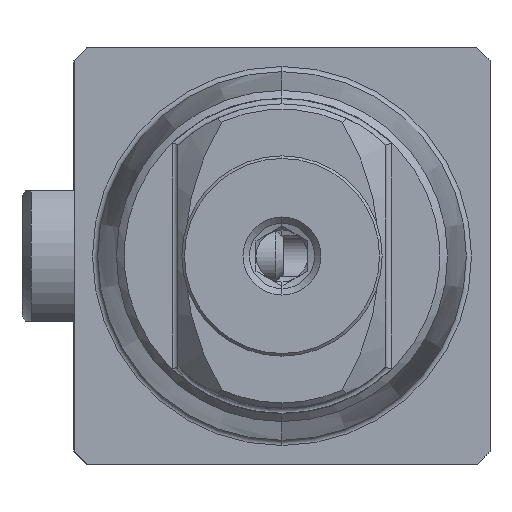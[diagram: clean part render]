
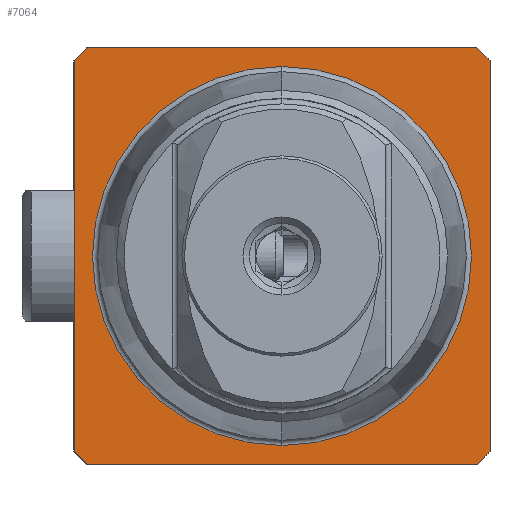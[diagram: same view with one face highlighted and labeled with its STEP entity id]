
A CAD part, left-side view. The second image highlights one B-rep face of the part: STEP entity #7064.
In plain terms, the highlighted planar face has unit normal (-1, 0, 0).
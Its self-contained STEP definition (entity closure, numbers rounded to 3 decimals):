
#24 = VECTOR ( 'NONE', #5388, 1000. ) ;
#129 = VECTOR ( 'NONE', #4768, 1000. ) ;
#150 = DIRECTION ( 'NONE',  ( 0., 0.707, -0.707 ) ) ;
#172 = ORIENTED_EDGE ( 'NONE', *, *, #8251, .F. ) ;
#206 = LINE ( 'NONE', #6373, #5541 ) ;
#217 = AXIS2_PLACEMENT_3D ( 'NONE', #984, #8565, #7877 ) ;
#222 = VECTOR ( 'NONE', #6251, 1000. ) ;
#373 = VECTOR ( 'NONE', #150, 1000. ) ;
#395 = VERTEX_POINT ( 'NONE', #6866 ) ;
#576 = EDGE_LOOP ( 'NONE', ( #4181, #172 ) ) ;
#661 = CARTESIAN_POINT ( 'NONE',  ( 0., -7.5, 8. ) ) ;
#685 = VERTEX_POINT ( 'NONE', #1041 ) ;
#719 = EDGE_LOOP ( 'NONE', ( #6484, #4173, #4686, #5345, #5510, #8656, #3644, #1146 ) ) ;
#818 = CARTESIAN_POINT ( 'NONE',  ( 0., 7.5, 8. ) ) ;
#984 = CARTESIAN_POINT ( 'NONE',  ( 0., 0., 0. ) ) ;
#1041 = CARTESIAN_POINT ( 'NONE',  ( 0., 7.5, 8. ) ) ;
#1077 = PLANE ( 'NONE',  #6440 ) ;
#1146 = ORIENTED_EDGE ( 'NONE', *, *, #5002, .T. ) ;
#1199 = EDGE_CURVE ( 'NONE', #6471, #6929, #8897, .T. ) ;
#1482 = VERTEX_POINT ( 'NONE', #4085 ) ;
#1517 = VERTEX_POINT ( 'NONE', #8133 ) ;
#1763 = DIRECTION ( 'NONE',  ( 1., 0., 0. ) ) ;
#1837 = CARTESIAN_POINT ( 'NONE',  ( 0., 7.287, -8. ) ) ;
#2208 = VECTOR ( 'NONE', #4226, 1000. ) ;
#2459 = FACE_BOUND ( 'NONE', #576, .T. ) ;
#2543 = EDGE_CURVE ( 'NONE', #1517, #3786, #7492, .T. ) ;
#2647 = DIRECTION ( 'NONE',  ( 0., 0., -1. ) ) ;
#2664 = LINE ( 'NONE', #7488, #129 ) ;
#2933 = EDGE_CURVE ( 'NONE', #395, #1482, #3411, .T. ) ;
#2982 = CARTESIAN_POINT ( 'NONE',  ( 0., 8., 7.5 ) ) ;
#3015 = DIRECTION ( 'NONE',  ( 0., 0., -1. ) ) ;
#3134 = EDGE_CURVE ( 'NONE', #9009, #7114, #8779, .T. ) ;
#3269 = EDGE_CURVE ( 'NONE', #685, #6471, #7322, .T. ) ;
#3411 = LINE ( 'NONE', #661, #222 ) ;
#3644 = ORIENTED_EDGE ( 'NONE', *, *, #3134, .T. ) ;
#3786 = VERTEX_POINT ( 'NONE', #7749 ) ;
#4085 = CARTESIAN_POINT ( 'NONE',  ( 0., -7.5, 8. ) ) ;
#4173 = ORIENTED_EDGE ( 'NONE', *, *, #2933, .T. ) ;
#4181 = ORIENTED_EDGE ( 'NONE', *, *, #2543, .F. ) ;
#4226 = DIRECTION ( 'NONE',  ( 0., -0.707, -0.707 ) ) ;
#4384 = CARTESIAN_POINT ( 'NONE',  ( 0., 8., -7.5 ) ) ;
#4426 = CARTESIAN_POINT ( 'NONE',  ( 0., -7.5, -8. ) ) ;
#4428 = DIRECTION ( 'NONE',  ( 0., 0., 1. ) ) ;
#4502 = DIRECTION ( 'NONE',  ( 0., -1., 0. ) ) ;
#4686 = ORIENTED_EDGE ( 'NONE', *, *, #4728, .T. ) ;
#4728 = EDGE_CURVE ( 'NONE', #1482, #685, #206, .T. ) ;
#4768 = DIRECTION ( 'NONE',  ( 0., -0.707, 0.707 ) ) ;
#5002 = EDGE_CURVE ( 'NONE', #7114, #7148, #2664, .T. ) ;
#5015 = CARTESIAN_POINT ( 'NONE',  ( 0., 7.5, -8. ) ) ;
#5060 = LINE ( 'NONE', #6430, #2208 ) ;
#5172 = DIRECTION ( 'NONE',  ( -1., 0., 0. ) ) ;
#5337 = CARTESIAN_POINT ( 'NONE',  ( 0., -8., 0. ) ) ;
#5345 = ORIENTED_EDGE ( 'NONE', *, *, #3269, .T. ) ;
#5388 = DIRECTION ( 'NONE',  ( 0., 0., 1. ) ) ;
#5510 = ORIENTED_EDGE ( 'NONE', *, *, #1199, .T. ) ;
#5541 = VECTOR ( 'NONE', #8499, 1000. ) ;
#5570 = CIRCLE ( 'NONE', #8456, 7.287 ) ;
#5810 = CARTESIAN_POINT ( 'NONE',  ( 0., 7.287, 0. ) ) ;
#5985 = FACE_OUTER_BOUND ( 'NONE', #719, .T. ) ;
#6251 = DIRECTION ( 'NONE',  ( 0., 0.707, 0.707 ) ) ;
#6373 = CARTESIAN_POINT ( 'NONE',  ( 0., 7.287, 8. ) ) ;
#6430 = CARTESIAN_POINT ( 'NONE',  ( 0., 8., -7.5 ) ) ;
#6440 = AXIS2_PLACEMENT_3D ( 'NONE', #5810, #1763, #3015 ) ;
#6471 = VERTEX_POINT ( 'NONE', #2982 ) ;
#6484 = ORIENTED_EDGE ( 'NONE', *, *, #8883, .T. ) ;
#6866 = CARTESIAN_POINT ( 'NONE',  ( 0., -8., 7.5 ) ) ;
#6893 = CARTESIAN_POINT ( 'NONE',  ( 0., -8., -7.5 ) ) ;
#6929 = VERTEX_POINT ( 'NONE', #4384 ) ;
#7031 = VECTOR ( 'NONE', #2647, 1000. ) ;
#7064 = ADVANCED_FACE ( 'NONE', ( #2459, #5985 ), #1077, .F. ) ;
#7114 = VERTEX_POINT ( 'NONE', #4426 ) ;
#7148 = VERTEX_POINT ( 'NONE', #6893 ) ;
#7322 = LINE ( 'NONE', #818, #373 ) ;
#7488 = CARTESIAN_POINT ( 'NONE',  ( 0., -8., -7.5 ) ) ;
#7492 = CIRCLE ( 'NONE', #217, 7.287 ) ;
#7749 = CARTESIAN_POINT ( 'NONE',  ( 0., 0., -7.287 ) ) ;
#7877 = DIRECTION ( 'NONE',  ( 0., 0., 1. ) ) ;
#8017 = CARTESIAN_POINT ( 'NONE',  ( 0., 0., 0. ) ) ;
#8133 = CARTESIAN_POINT ( 'NONE',  ( 0., 0., 7.287 ) ) ;
#8225 = VECTOR ( 'NONE', #4502, 1000. ) ;
#8251 = EDGE_CURVE ( 'NONE', #3786, #1517, #5570, .T. ) ;
#8337 = CARTESIAN_POINT ( 'NONE',  ( 0., 8., 0. ) ) ;
#8456 = AXIS2_PLACEMENT_3D ( 'NONE', #8017, #5172, #4428 ) ;
#8499 = DIRECTION ( 'NONE',  ( 0., 1., 0. ) ) ;
#8565 = DIRECTION ( 'NONE',  ( -1., 0., 0. ) ) ;
#8656 = ORIENTED_EDGE ( 'NONE', *, *, #8983, .T. ) ;
#8779 = LINE ( 'NONE', #1837, #8225 ) ;
#8883 = EDGE_CURVE ( 'NONE', #7148, #395, #8929, .T. ) ;
#8897 = LINE ( 'NONE', #8337, #7031 ) ;
#8929 = LINE ( 'NONE', #5337, #24 ) ;
#8983 = EDGE_CURVE ( 'NONE', #6929, #9009, #5060, .T. ) ;
#9009 = VERTEX_POINT ( 'NONE', #5015 ) ;
